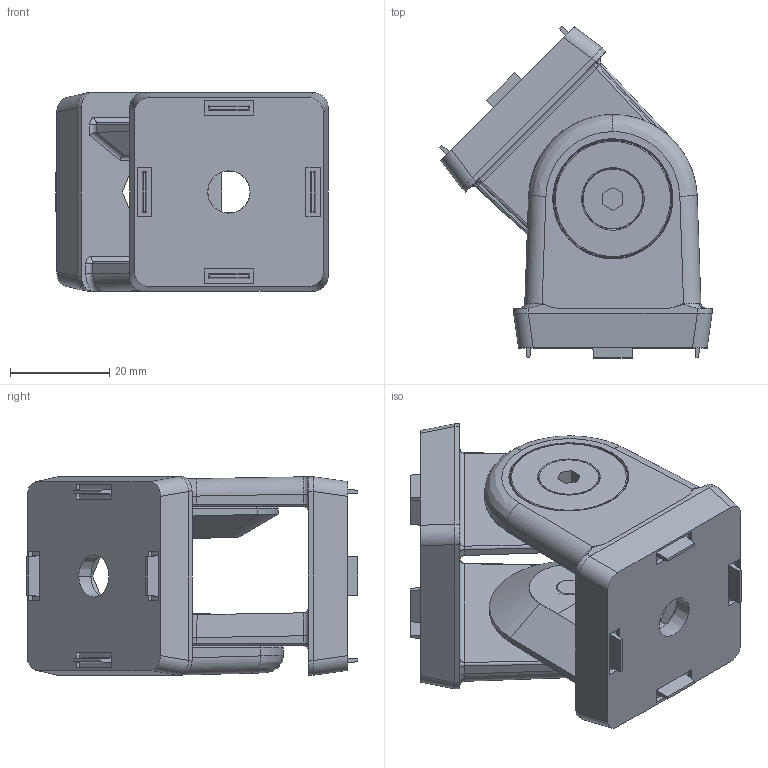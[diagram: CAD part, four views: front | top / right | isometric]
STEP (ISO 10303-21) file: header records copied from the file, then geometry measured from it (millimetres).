
FILE_DESCRIPTION (( 'STEP AP203' ), '1' );
FILE_NAME ('151132.step', '2021-06-03T16:21:13', ( '' ), ( '' ), 'SwSTEP 2.0', 'SolidWorks 2021', '' );
FILE_SCHEMA (( 'CONFIG_CONTROL_DESIGN' ));
Length unit declared in the file: millimetre
Products named in the file (1): 151132
Bounding box: 54.85 x 66.85 x 40 mm (x, y, z)
Volume: 46263.3 mm3; surface area: 22533 mm2
Topology: 6 solids, 6 shells, 670 faces, 1568 edges, 904 vertices
Faces by surface type: plane 230, cylinder 172, torus 108, cone 68, bspline 56, sphere 36
Entity records: 21827 total; most frequent: CARTESIAN_POINT 7109, DIRECTION 3078, ORIENTED_EDGE 3064, EDGE_CURVE 1532, AXIS2_PLACEMENT_3D 1209, VERTEX_POINT 904, EDGE_LOOP 716, FACE_OUTER_BOUND 670
